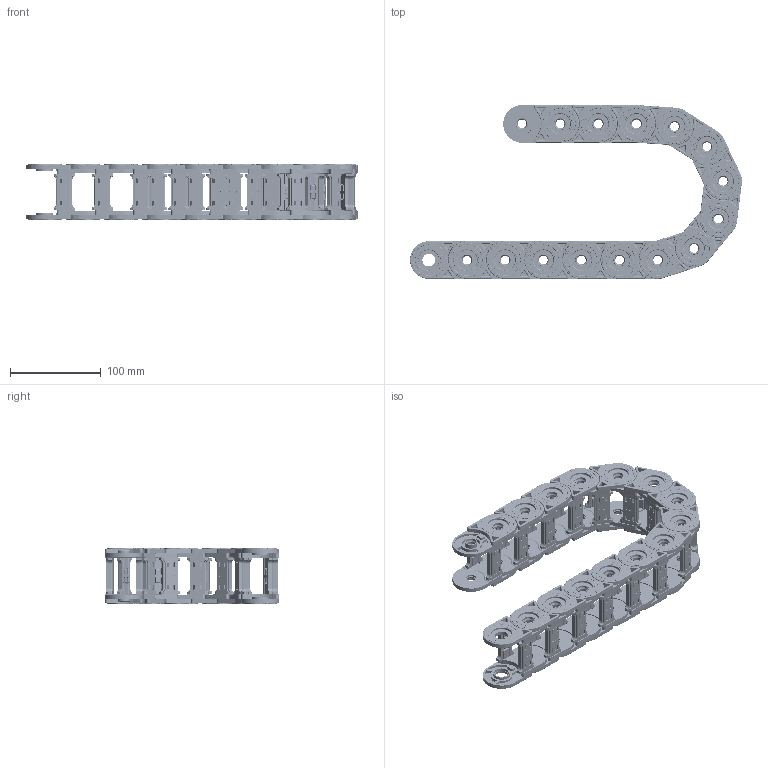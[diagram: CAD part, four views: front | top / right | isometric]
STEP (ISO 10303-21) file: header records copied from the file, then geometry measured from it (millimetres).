
FILE_DESCRIPTION (( 'STEP AP214' ), '1' );
FILE_NAME ('CK25-A040-R075.STEP', '2019-09-09T12:25:10', ( '' ), ( '' ), 'SwSTEP 2.0', 'SolidWorks 2017', '' );
FILE_SCHEMA (( 'AUTOMOTIVE_DESIGN' ));
Length unit declared in the file: millimetre
Products named in the file (2): CK25-A40; CK25-A040-R075
Assembly tree (15 placements, depth 2):
  CK25-A040-R075
    CK25-A40  x15
Bounding box: 365.46 x 191.4 x 60.95 mm (x, y, z)
Volume: 84419.4 mm3; surface area: 408828.6 mm2
Topology: 30 solids, 60 shells, 13770 faces, 34140 edges, 20670 vertices
Faces by surface type: cylinder 5370, plane 4620, torus 1590, bspline 1530, sphere 600, cone 60
Entity records: 36021 total; most frequent: CARTESIAN_POINT 14828, ORIENTED_EDGE 4480, DIRECTION 4334, EDGE_CURVE 2240, AXIS2_PLACEMENT_3D 1622, VERTEX_POINT 1374, VECTOR 1090, LINE 1090
